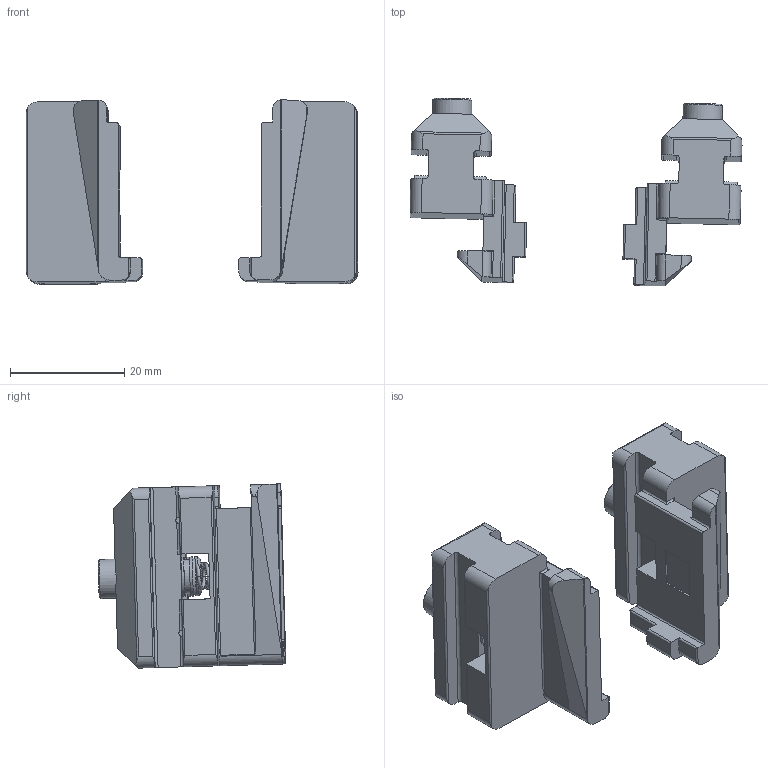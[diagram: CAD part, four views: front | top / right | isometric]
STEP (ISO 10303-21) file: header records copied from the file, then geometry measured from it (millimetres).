
FILE_DESCRIPTION(/* description */ ('KriTec Schiebetür-Führungssatz 8/8'),/* implementation_level */ '2;1');
FILE_NAME(/* name */ '19710_KriTec_Schiebetuer_Fuehrungssatz_8.stp',/* time_stamp */ '2019-12-17T13:58:06+01:00',/* author */ ('Steiner'),/* organization */ (''),/* preprocessor_version */ 'ST-DEVELOPER v17',/* originating_system */ 'Autodesk Inventor 2018',/* authorisation */ '');
FILE_SCHEMA (('AUTOMOTIVE_DESIGN { 1 0 10303 214 3 1 1 }'));
Length unit declared in the file: millimetre
Products named in the file (5): 19710; Führungssatz links; Führungssatz rechts; Feder; Federbolzen
Assembly tree (6 placements, depth 2):
  19710
    Feder  x2
    Federbolzen  x2
    Führungssatz links
    Führungssatz rechts
Bounding box: 58.08 x 32.82 x 32.23 mm (x, y, z)
Volume: 14095.6 mm3; surface area: 10833.3 mm2
Topology: 6 solids, 6 shells, 298 faces, 844 edges, 566 vertices
Faces by surface type: plane 144, cylinder 118, bspline 16, torus 14, cone 6
Full cylindrical faces by diameter (mm): 3.4 x2, 4 x4, 4.6 x2, 5 x2, 6 x2, 6.5 x2, 6.85 x6, 7.3 x2
Entity records: 10113 total; most frequent: CARTESIAN_POINT 2788, ORIENTED_EDGE 1550, DIRECTION 1446, EDGE_CURVE 775, VERTEX_POINT 515, AXIS2_PLACEMENT_3D 495, LINE 456, VECTOR 456
